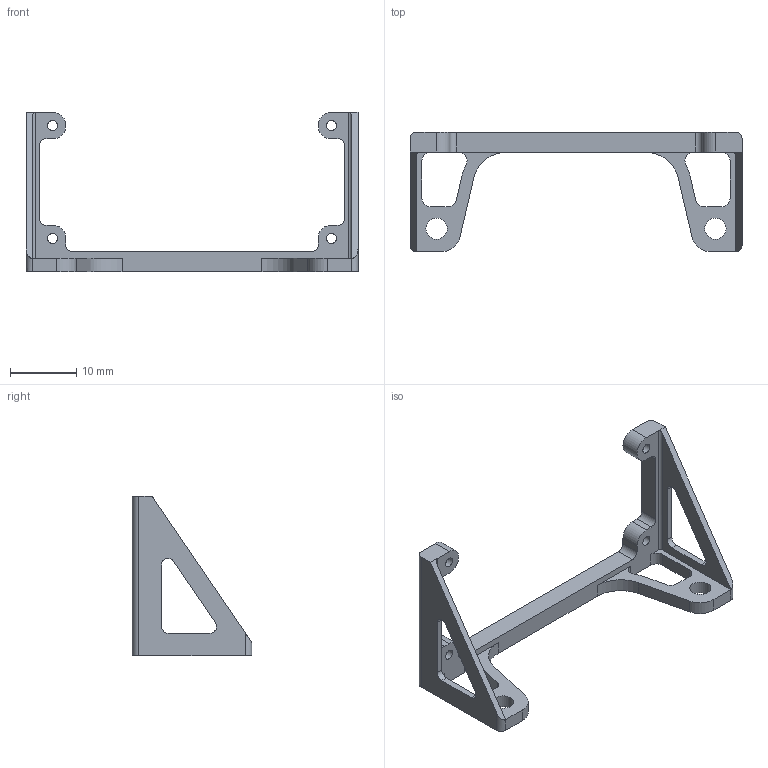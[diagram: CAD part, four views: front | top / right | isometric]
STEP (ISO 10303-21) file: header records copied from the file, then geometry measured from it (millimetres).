
FILE_DESCRIPTION(/* description */ (''),/* implementation_level */ '2;1');
FILE_NAME(/* name */ 'ultrasonic sensor holder v4.step',/* time_stamp */ '2024-05-20T16:22:47+01:00',/* author */ (''),/* organization */ (''),/* preprocessor_version */ 'ST-DEVELOPER v20',/* originating_system */ 'Autodesk Translation Framework v13.14.0.145',/* authorisation */ '');
FILE_SCHEMA (('AUTOMOTIVE_DESIGN { 1 0 10303 214 3 1 1 }'));
Length unit declared in the file: millimetre
Products named in the file (1): ultrasonic sensor holder
Bounding box: 50 x 18 x 24 mm (x, y, z)
Volume: 1374.1 mm3; surface area: 2219.7 mm2
Topology: 1 solids, 1 shells, 80 faces, 234 edges, 154 vertices
Faces by surface type: cylinder 42, plane 38
Full cylindrical faces by diameter (mm): 1.5 x4, 3.2 x2
Entity records: 2747 total; most frequent: DIRECTION 480, CARTESIAN_POINT 469, ORIENTED_EDGE 468, EDGE_CURVE 234, AXIS2_PLACEMENT_3D 165, VERTEX_POINT 154, LINE 150, VECTOR 150
